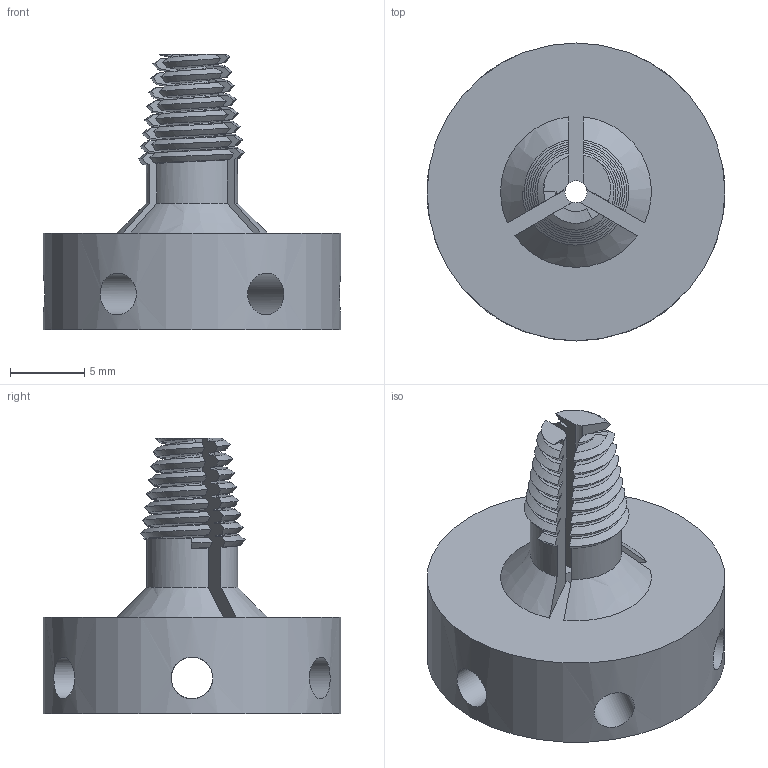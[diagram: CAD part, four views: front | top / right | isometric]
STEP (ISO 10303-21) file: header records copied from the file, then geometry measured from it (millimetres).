
FILE_DESCRIPTION(/* description */ (''),/* implementation_level */ '2;1');
FILE_NAME(/* name */ '20_Cube_Insert_Lightsheet_FEPTube_Rotating_hollomotor_v0.ipt.step',/* time_stamp */ '2022-11-29T08:04:59+01:00',/* author */ ('Prakash Lab'),/* organization */ (''),/* preprocessor_version */ 'ST-DEVELOPER v18.1',/* originating_system */ 'Autodesk Inventor 2022',/* authorisation */ '');
FILE_SCHEMA (('AUTOMOTIVE_DESIGN { 1 0 10303 214 3 1 1 }'));
Length unit declared in the file: millimetre
Products named in the file (1): 20_Cube_Insert_Lightsheet_FEPTube_Rotating_hollomotor_v0
Bounding box: 20 x 20 x 18.51 mm (x, y, z)
Volume: 1929.7 mm3; surface area: 1936.5 mm2
Topology: 1 solids, 1 shells, 161 faces, 490 edges, 328 vertices
Faces by surface type: bspline 100, cone 24, cylinder 19, plane 18
Full cylindrical faces by diameter (mm): 1.5 x1, 2.8 x6, 5 x2, 20 x1
Entity records: 10846 total; most frequent: CARTESIAN_POINT 7468, ORIENTED_EDGE 980, EDGE_CURVE 490, B_SPLINE_CURVE_WITH_KNOTS 355, VERTEX_POINT 328, DIRECTION 251, EDGE_LOOP 172, FACE_OUTER_BOUND 161
